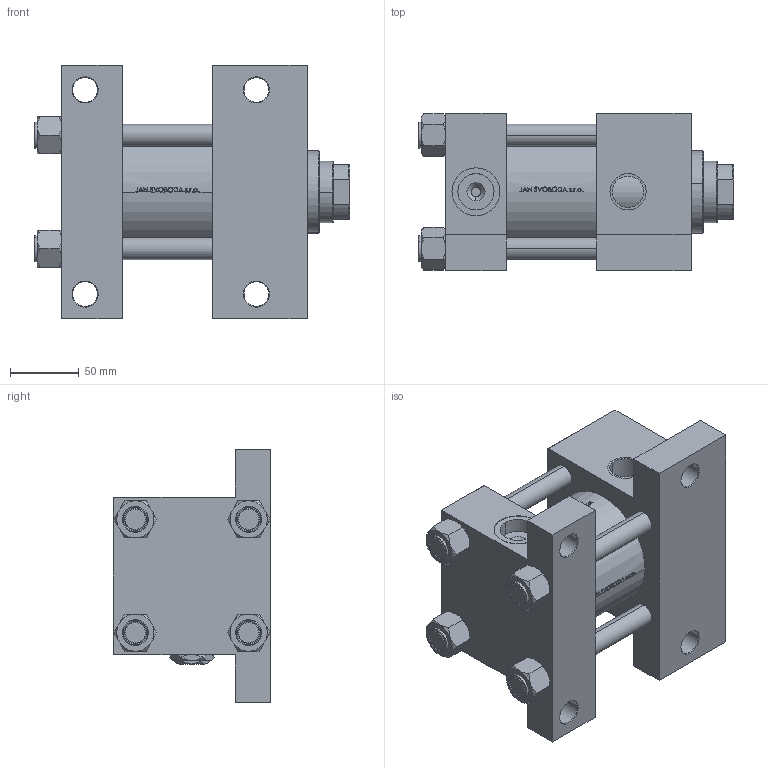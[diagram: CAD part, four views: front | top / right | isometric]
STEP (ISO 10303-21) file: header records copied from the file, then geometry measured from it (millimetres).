
FILE_DESCRIPTION (( 'STEP AP203' ), '1' );
FILE_NAME ('49a4.STEP', '2022-04-16T22:01:31', ( '' ), ( '' ), 'SwSTEP 2.0', 'SolidWorks 2019', '' );
FILE_SCHEMA (( 'CONFIG_CONTROL_DESIGN' ));
Length unit declared in the file: millimetre
Products named in the file (7): V215CD_G_TYCINKA 6da460dc8fc9380cfccee23068c1404e; Zatka_pro_OIL_PORT 6da460dc8fc9380cfccee23068c1404e; 49a4; V215CD_VC_G 6da460dc8fc9380cfccee23068c1404e; V215CD_G_Body 6da460dc8fc9380cfccee23068c1404e; V215CD_VCP_G 6da460dc8fc9380cfccee23068c1404e; V215CD_NUT_M5_G 6da460dc8fc9380cfccee23068c1404e
Assembly tree (13 placements, depth 2):
  49a4
    V215CD_G_Body 6da460dc8fc9380cfccee23068c1404e
    V215CD_VC_G 6da460dc8fc9380cfccee23068c1404e
    V215CD_VCP_G 6da460dc8fc9380cfccee23068c1404e
    V215CD_G_TYCINKA 6da460dc8fc9380cfccee23068c1404e  x4
    V215CD_NUT_M5_G 6da460dc8fc9380cfccee23068c1404e  x4
    Zatka_pro_OIL_PORT 6da460dc8fc9380cfccee23068c1404e  x2
Bounding box: 230 x 115 x 185 mm (x, y, z)
Volume: 2007851.5 mm3; surface area: 302114.5 mm2
Topology: 13 solids, 13 shells, 1235 faces, 3124 edges, 2003 vertices
Faces by surface type: plane 525, bspline 380, cone 186, cylinder 136, torus 8
Entity records: 49879 total; most frequent: CARTESIAN_POINT 26607, ORIENTED_EDGE 5320, DIRECTION 3360, EDGE_CURVE 2660, VERTEX_POINT 1723, LINE 1356, VECTOR 1356, EDGE_LOOP 1147
